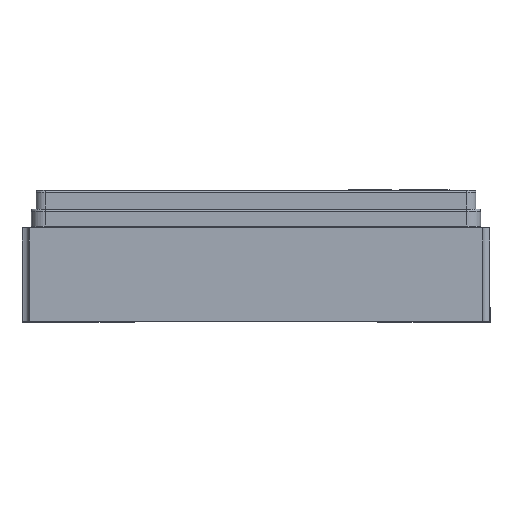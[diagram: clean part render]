
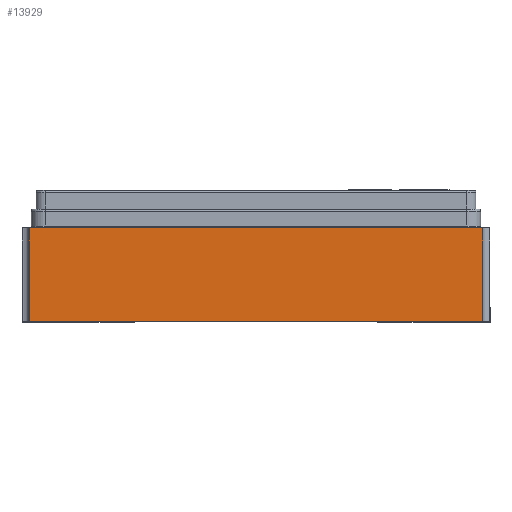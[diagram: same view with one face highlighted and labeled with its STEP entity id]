
A CAD part, front view. The second image highlights one B-rep face of the part: STEP entity #13929.
In plain terms, the highlighted planar face has unit normal (0, -1, 0).
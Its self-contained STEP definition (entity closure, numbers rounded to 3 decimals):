
#314 = VECTOR ( 'NONE', #2674, 1000. ) ;
#877 = LINE ( 'NONE', #12112, #4800 ) ;
#968 = DIRECTION ( 'NONE',  ( 1., 0., 0. ) ) ;
#1357 = EDGE_CURVE ( 'NONE', #4942, #17879, #12232, .T. ) ;
#1662 = VECTOR ( 'NONE', #17982, 1000. ) ;
#1697 = EDGE_CURVE ( 'NONE', #3001, #5949, #5332, .T. ) ;
#2674 = DIRECTION ( 'NONE',  ( 0., 0., -1. ) ) ;
#3001 = VERTEX_POINT ( 'NONE', #17866 ) ;
#3712 = EDGE_CURVE ( 'NONE', #5949, #4942, #17107, .T. ) ;
#4627 = CARTESIAN_POINT ( 'NONE',  ( 2.425, -1.6, 1. ) ) ;
#4800 = VECTOR ( 'NONE', #968, 1000. ) ;
#4812 = CARTESIAN_POINT ( 'NONE',  ( -2.5, -1.6, 1. ) ) ;
#4942 = VERTEX_POINT ( 'NONE', #16384 ) ;
#5332 = LINE ( 'NONE', #8382, #314 ) ;
#5748 = PLANE ( 'NONE',  #8378 ) ;
#5949 = VERTEX_POINT ( 'NONE', #6393 ) ;
#6393 = CARTESIAN_POINT ( 'NONE',  ( -2.425, -1.6, 0. ) ) ;
#7507 = DIRECTION ( 'NONE',  ( 0., 0., 1. ) ) ;
#8378 = AXIS2_PLACEMENT_3D ( 'NONE', #4812, #8905, #7507 ) ;
#8382 = CARTESIAN_POINT ( 'NONE',  ( -2.425, -1.6, 0. ) ) ;
#8905 = DIRECTION ( 'NONE',  ( 0., 1., 0. ) ) ;
#9773 = CARTESIAN_POINT ( 'NONE',  ( -2.5, -1.6, 0. ) ) ;
#10856 = CARTESIAN_POINT ( 'NONE',  ( 2.425, -1.6, 0. ) ) ;
#12041 = ORIENTED_EDGE ( 'NONE', *, *, #3712, .T. ) ;
#12112 = CARTESIAN_POINT ( 'NONE',  ( -2.5, -1.6, 1. ) ) ;
#12232 = LINE ( 'NONE', #10856, #1662 ) ;
#12976 = DIRECTION ( 'NONE',  ( 1., 0., 0. ) ) ;
#13336 = ORIENTED_EDGE ( 'NONE', *, *, #1697, .T. ) ;
#13929 = ADVANCED_FACE ( 'NONE', ( #14069 ), #5748, .F. ) ;
#14069 = FACE_OUTER_BOUND ( 'NONE', #15408, .T. ) ;
#15354 = VECTOR ( 'NONE', #12976, 1000. ) ;
#15408 = EDGE_LOOP ( 'NONE', ( #12041, #18092, #16017, #13336 ) ) ;
#16017 = ORIENTED_EDGE ( 'NONE', *, *, #18079, .F. ) ;
#16384 = CARTESIAN_POINT ( 'NONE',  ( 2.425, -1.6, 0. ) ) ;
#17107 = LINE ( 'NONE', #9773, #15354 ) ;
#17866 = CARTESIAN_POINT ( 'NONE',  ( -2.425, -1.6, 1. ) ) ;
#17879 = VERTEX_POINT ( 'NONE', #4627 ) ;
#17982 = DIRECTION ( 'NONE',  ( 0., 0., 1. ) ) ;
#18079 = EDGE_CURVE ( 'NONE', #3001, #17879, #877, .T. ) ;
#18092 = ORIENTED_EDGE ( 'NONE', *, *, #1357, .T. ) ;
